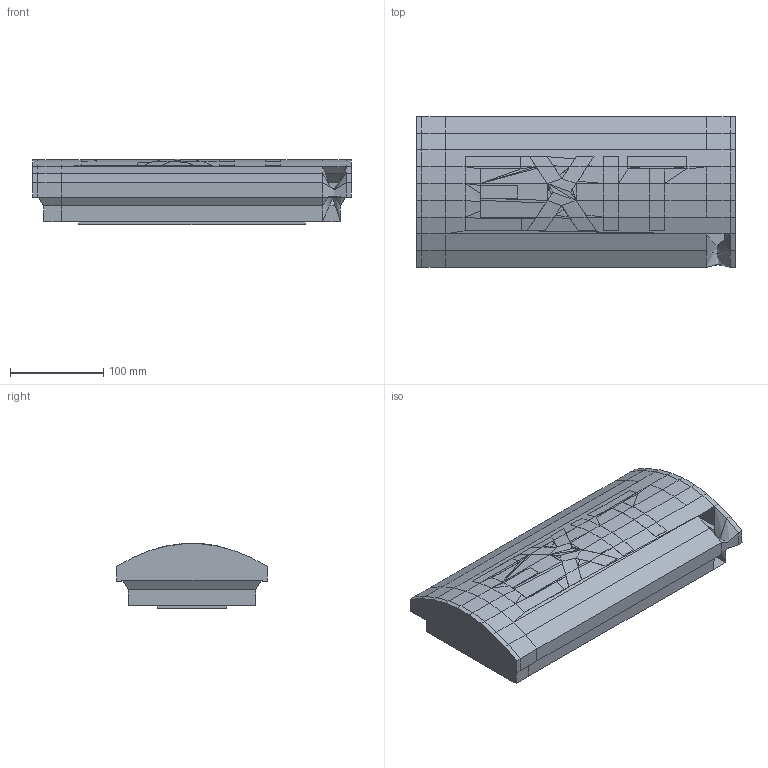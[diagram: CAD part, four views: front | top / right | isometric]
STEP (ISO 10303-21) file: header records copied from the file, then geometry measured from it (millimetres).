
FILE_DESCRIPTION (( 'STEP AP214' ), '1' );
FILE_NAME ('LYRA LED.STEP', '2018-07-17T08:53:14', ( '' ), ( '' ), 'SwSTEP 2.0', 'SolidWorks 2013', '' );
FILE_SCHEMA (( 'AUTOMOTIVE_DESIGN' ));
Length unit declared in the file: millimetre
Products named in the file (1): LYRA LED
Bounding box: 342 x 161.58 x 70.1 mm (x, y, z)
Surface area: 158583.3 mm2 (no closed solid volume)
Topology: 0 solids, 63 shells, 247 faces, 872 edges, 675 vertices
Faces by surface type: plane 201, bspline 46
Entity records: 12033 total; most frequent: CARTESIAN_POINT 2471, DIRECTION 1253, ORIENTED_EDGE 1057, EDGE_CURVE 866, VECTOR 849, LINE 849, VERTEX_POINT 675, UNCERTAINTY_MEASURE_WITH_UNIT 249
